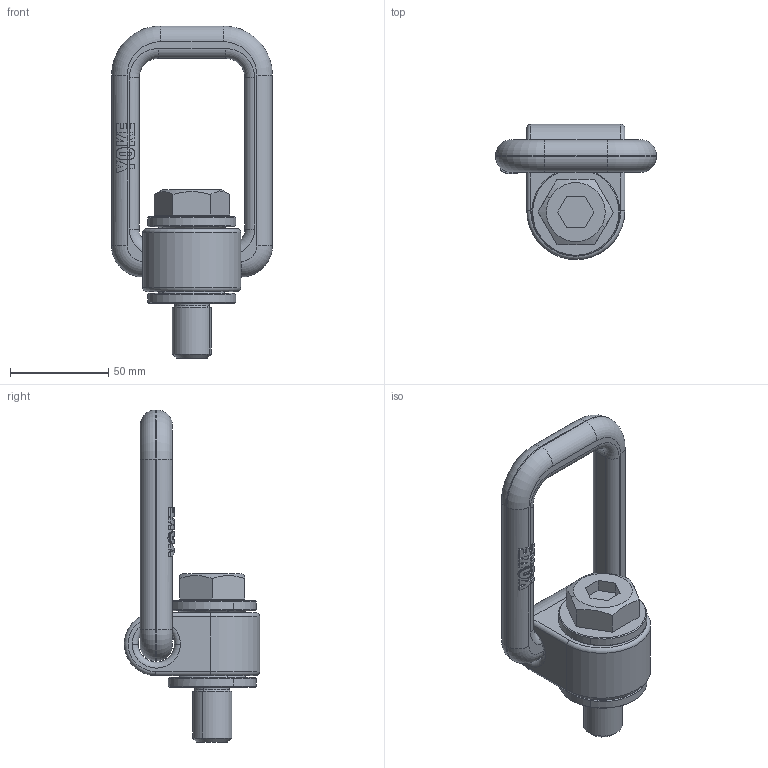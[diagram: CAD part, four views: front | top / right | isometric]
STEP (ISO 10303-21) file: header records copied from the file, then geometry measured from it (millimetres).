
FILE_DESCRIPTION(('CATIA V5 STEP Exchange'),'2;1');
FILE_NAME('8-212-025.stp','2017-06-16T07:32:42+00:00',('none'),('none'),'CATIA Version 5 Release 21 GA (IN-10)','CATIA V5 STEP AP203','none');
FILE_SCHEMA(('CONFIG_CONTROL_DESIGN'));
Length unit declared in the file: millimetre
Products named in the file (1): 8-212-025
Assembly tree (4 placements, depth 2):
  8-212-025
    #58
    #8579
    #9372
    #10127
Bounding box: 82 x 69 x 169.27 mm (x, y, z)
Volume: 187474.8 mm3; surface area: 52791.3 mm2
Topology: 4 solids, 4 shells, 339 faces, 917 edges, 592 vertices
Faces by surface type: plane 223, cylinder 62, torus 42, cone 12
Entity records: 11345 total; most frequent: CARTESIAN_POINT 3425, ORIENTED_EDGE 1834, DIRECTION 1256, EDGE_CURVE 917, VERTEX_POINT 592, AXIS2_PLACEMENT_3D 534, VECTOR 393, LINE 393
